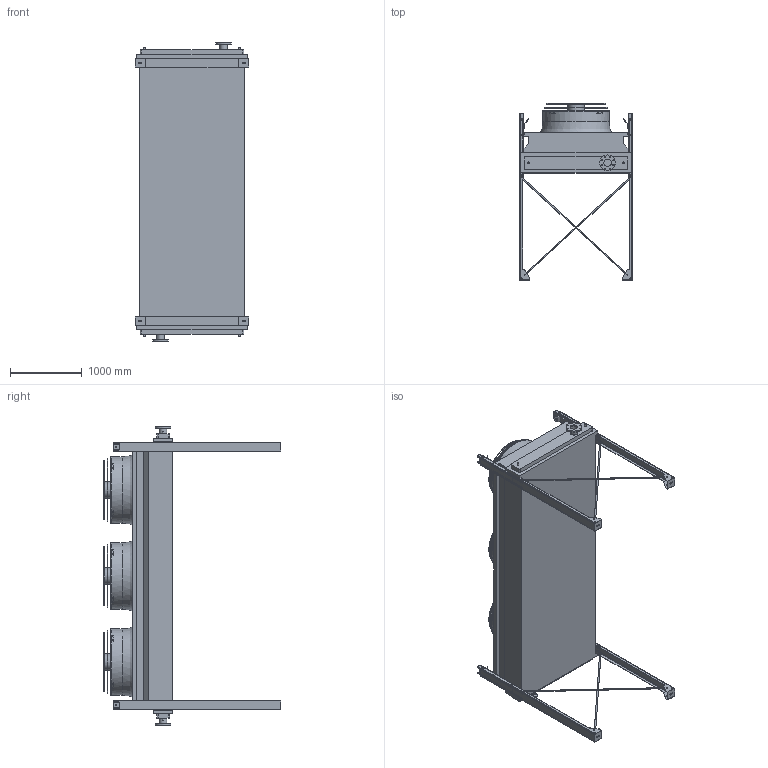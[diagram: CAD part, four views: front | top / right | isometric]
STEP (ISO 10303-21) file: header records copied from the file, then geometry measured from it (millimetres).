
FILE_DESCRIPTION (( 'STEP AP203' ), '1' );
FILE_NAME ('BOAC_03M_HV_OS.STEP', '2017-03-24T11:16:11', ( 'Alfa Laval' ), ( 'Alfa Laval' ), 'SwSTEP 2.0', 'SolidWorks 2016', '' );
FILE_SCHEMA (( 'CONFIG_CONTROL_DESIGN' ));
Length unit declared in the file: millimetre
Products named in the file (5): BOA_LIGHT_BOCF_36T_M_3M_OS; BOFE_HV_LIGHT_BOC3M; BO_KIT FEET_LIGHT_BOC3M; BOFA_LIGHT_�910 IEC; BOAC_03M_HV_OS
Assembly tree (6 placements, depth 2):
  BOAC_03M_HV_OS
    BOA_LIGHT_BOCF_36T_M_3M_OS
    BOFE_HV_LIGHT_BOC3M
    BO_KIT FEET_LIGHT_BOC3M
    BOFA_LIGHT_�910 IEC  x3
Bounding box: 1580 x 2470 x 4160 mm (x, y, z)
Volume: 3659246214 mm3; surface area: 31899875.4 mm2
Topology: 64 solids, 67 shells, 1070 faces, 2752 edges, 1840 vertices
Faces by surface type: plane 492, cylinder 394, torus 163, cone 18, bspline 3
Full cylindrical faces by diameter (mm): 14 x44, 15 x24, 18 x24, 20 x12, 25 x4, 28 x12, 103 x2, 108 x2, 220 x2, 228 x3, 236 x3, 262.56 x3, 276 x3, 308 x3, 328 x3, 406.8 x3, 426.8 x3, 505.6 x3, 525.6 x3, 604.4 x3, 624.4 x3, 703.2 x3, 723.2 x3, 802 x3, 926 x3
Entity records: 24840 total; most frequent: CARTESIAN_POINT 6351, DIRECTION 3787, ORIENTED_EDGE 3388, EDGE_CURVE 1694, AXIS2_PLACEMENT_3D 1433, VERTEX_POINT 1214, EDGE_LOOP 1160, VECTOR 921
